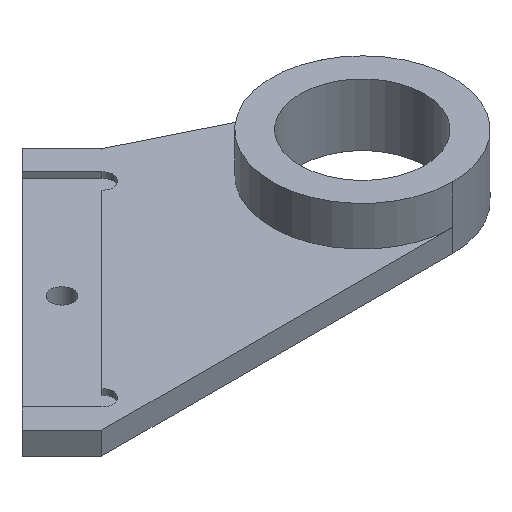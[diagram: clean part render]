
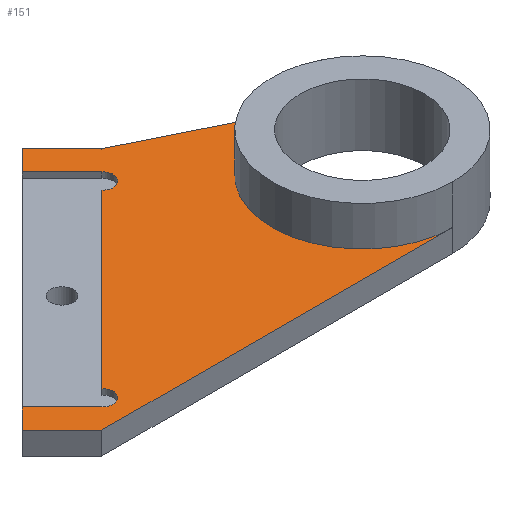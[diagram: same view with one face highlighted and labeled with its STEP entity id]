
A CAD part, isometric view. The second image highlights one B-rep face of the part: STEP entity #151.
In plain terms, the highlighted planar face has unit normal (0, 0, 1).
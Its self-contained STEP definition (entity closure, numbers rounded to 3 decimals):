
#32 = VERTEX_POINT('',#33);
#33 = CARTESIAN_POINT('',(0.,-16.,4.));
#39 = EDGE_CURVE('',#40,#32,#42,.T.);
#40 = VERTEX_POINT('',#41);
#41 = CARTESIAN_POINT('',(-62.123,-16.,4.));
#42 = LINE('',#43,#44);
#43 = CARTESIAN_POINT('',(-62.123,-16.,4.));
#44 = VECTOR('',#45,1.);
#45 = DIRECTION('',(1.,0.,0.));
#133 = EDGE_CURVE('',#134,#40,#136,.T.);
#134 = VERTEX_POINT('',#135);
#135 = CARTESIAN_POINT('',(-69.194,-8.929,4.));
#136 = LINE('',#137,#138);
#137 = CARTESIAN_POINT('',(-69.194,-8.929,4.));
#138 = VECTOR('',#139,1.);
#139 = DIRECTION('',(0.707,-0.707,0.));
#151 = ADVANCED_FACE('',(#152),#237,.T.);
#152 = FACE_BOUND('',#153,.T.);
#153 = EDGE_LOOP('',(#154,#163,#171,#179,#187,#195,#204,#212,#221,#229,
    #235,#236));
#154 = ORIENTED_EDGE('',*,*,#155,.F.);
#155 = EDGE_CURVE('',#156,#32,#158,.T.);
#156 = VERTEX_POINT('',#157);
#157 = CARTESIAN_POINT('',(7.045,14.365,4.));
#158 = CIRCLE('',#159,16.);
#159 = AXIS2_PLACEMENT_3D('',#160,#161,#162);
#160 = CARTESIAN_POINT('',(0.,0.,4.));
#161 = DIRECTION('',(0.,0.,1.));
#162 = DIRECTION('',(1.,0.,0.));
#163 = ORIENTED_EDGE('',*,*,#164,.T.);
#164 = EDGE_CURVE('',#156,#165,#167,.T.);
#165 = VERTEX_POINT('',#166);
#166 = CARTESIAN_POINT('',(-18.989,27.134,4.));
#167 = LINE('',#168,#169);
#168 = CARTESIAN_POINT('',(7.045,14.365,4.));
#169 = VECTOR('',#170,1.);
#170 = DIRECTION('',(-0.898,0.44,0.));
#171 = ORIENTED_EDGE('',*,*,#172,.T.);
#172 = EDGE_CURVE('',#165,#173,#175,.T.);
#173 = VERTEX_POINT('',#174);
#174 = CARTESIAN_POINT('',(-26.06,34.205,4.));
#175 = LINE('',#176,#177);
#176 = CARTESIAN_POINT('',(-18.989,27.134,4.));
#177 = VECTOR('',#178,1.);
#178 = DIRECTION('',(-0.707,0.707,0.));
#179 = ORIENTED_EDGE('',*,*,#180,.T.);
#180 = EDGE_CURVE('',#173,#181,#183,.T.);
#181 = VERTEX_POINT('',#182);
#182 = CARTESIAN_POINT('',(-29.596,30.669,4.));
#183 = LINE('',#184,#185);
#184 = CARTESIAN_POINT('',(-26.06,34.205,4.));
#185 = VECTOR('',#186,1.);
#186 = DIRECTION('',(-0.707,-0.707,0.));
#187 = ORIENTED_EDGE('',*,*,#188,.T.);
#188 = EDGE_CURVE('',#181,#189,#191,.T.);
#189 = VERTEX_POINT('',#190);
#190 = CARTESIAN_POINT('',(-22.525,23.598,4.));
#191 = LINE('',#192,#193);
#192 = CARTESIAN_POINT('',(-29.596,30.669,4.));
#193 = VECTOR('',#194,1.);
#194 = DIRECTION('',(0.707,-0.707,0.));
#195 = ORIENTED_EDGE('',*,*,#196,.F.);
#196 = EDGE_CURVE('',#197,#189,#199,.T.);
#197 = VERTEX_POINT('',#198);
#198 = CARTESIAN_POINT('',(-25.353,20.77,4.));
#199 = CIRCLE('',#200,2.);
#200 = AXIS2_PLACEMENT_3D('',#201,#202,#203);
#201 = CARTESIAN_POINT('',(-23.939,22.184,4.));
#202 = DIRECTION('',(0.,0.,1.));
#203 = DIRECTION('',(1.,0.,0.));
#204 = ORIENTED_EDGE('',*,*,#205,.T.);
#205 = EDGE_CURVE('',#197,#206,#208,.T.);
#206 = VERTEX_POINT('',#207);
#207 = CARTESIAN_POINT('',(-55.759,-9.636,4.));
#208 = LINE('',#209,#210);
#209 = CARTESIAN_POINT('',(-25.353,20.77,4.));
#210 = VECTOR('',#211,1.);
#211 = DIRECTION('',(-0.707,-0.707,0.));
#212 = ORIENTED_EDGE('',*,*,#213,.F.);
#213 = EDGE_CURVE('',#214,#206,#216,.T.);
#214 = VERTEX_POINT('',#215);
#215 = CARTESIAN_POINT('',(-58.587,-12.464,4.));
#216 = CIRCLE('',#217,2.);
#217 = AXIS2_PLACEMENT_3D('',#218,#219,#220);
#218 = CARTESIAN_POINT('',(-57.173,-11.05,4.));
#219 = DIRECTION('',(0.,0.,1.));
#220 = DIRECTION('',(1.,0.,0.));
#221 = ORIENTED_EDGE('',*,*,#222,.F.);
#222 = EDGE_CURVE('',#223,#214,#225,.T.);
#223 = VERTEX_POINT('',#224);
#224 = CARTESIAN_POINT('',(-65.658,-5.393,4.));
#225 = LINE('',#226,#227);
#226 = CARTESIAN_POINT('',(-65.658,-5.393,4.));
#227 = VECTOR('',#228,1.);
#228 = DIRECTION('',(0.707,-0.707,0.));
#229 = ORIENTED_EDGE('',*,*,#230,.T.);
#230 = EDGE_CURVE('',#223,#134,#231,.T.);
#231 = LINE('',#232,#233);
#232 = CARTESIAN_POINT('',(-26.06,34.205,4.));
#233 = VECTOR('',#234,1.);
#234 = DIRECTION('',(-0.707,-0.707,0.));
#235 = ORIENTED_EDGE('',*,*,#133,.T.);
#236 = ORIENTED_EDGE('',*,*,#39,.T.);
#237 = PLANE('',#238);
#238 = AXIS2_PLACEMENT_3D('',#239,#240,#241);
#239 = CARTESIAN_POINT('',(7.045,14.365,4.));
#240 = DIRECTION('',(0.,0.,1.));
#241 = DIRECTION('',(1.,0.,0.));
